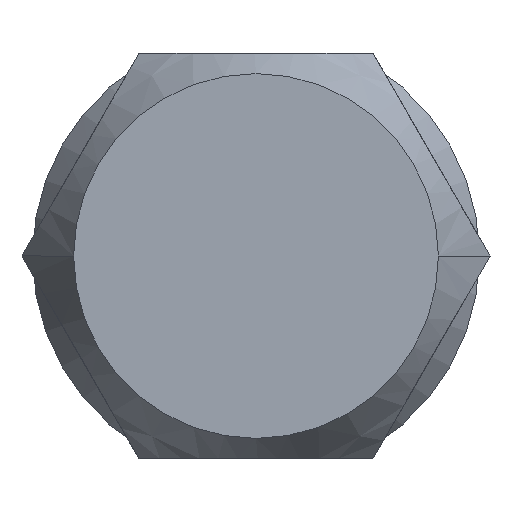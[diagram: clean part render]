
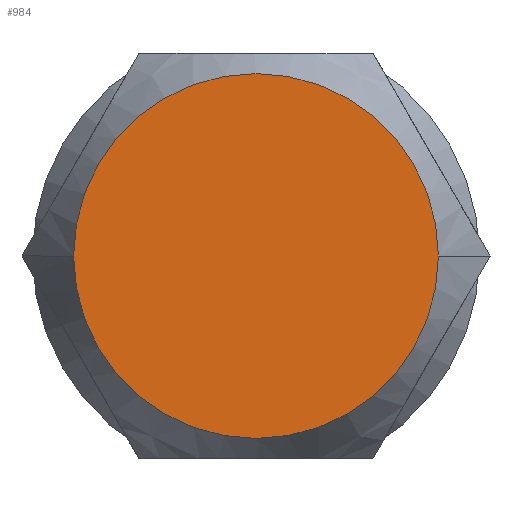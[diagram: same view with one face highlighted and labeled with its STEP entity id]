
A CAD part, front view. The second image highlights one B-rep face of the part: STEP entity #984.
In plain terms, the highlighted planar face has unit normal (0, -1, 0).
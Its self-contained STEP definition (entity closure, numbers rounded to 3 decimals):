
#259 = CIRCLE ( 'NONE', #2486, 2.858 ) ;
#545 = PLANE ( 'NONE',  #1887 ) ;
#611 = VERTEX_POINT ( 'NONE', #3056 ) ;
#828 = DIRECTION ( 'NONE',  ( 0., -1., 0. ) ) ;
#886 = CIRCLE ( 'NONE', #1944, 2.858 ) ;
#984 = ADVANCED_FACE ( 'Defeature ausgef�hrt3_16', ( #2923 ), #545, .T. ) ;
#1066 = DIRECTION ( 'NONE',  ( 0., -1., 0. ) ) ;
#1300 = EDGE_LOOP ( 'NONE', ( #2375, #2344 ) ) ;
#1367 = EDGE_CURVE ( 'Defeature ausgef�hrt3_16+Defeature ausgef�hrt3_15+Defeature ausgef�hrt3_15+Defeature ausgef�hrt3_15', #3636, #611, #886, .T. ) ;
#1692 = DIRECTION ( 'NONE',  ( -1., 0., 0. ) ) ;
#1792 = CARTESIAN_POINT ( 'NONE',  ( 0., 0., 6.35 ) ) ;
#1887 = AXIS2_PLACEMENT_3D ( 'NONE', #1792, #828, #4023 ) ;
#1944 = AXIS2_PLACEMENT_3D ( 'NONE', #3941, #3900, #1960 ) ;
#1960 = DIRECTION ( 'NONE',  ( -1., 0., 0. ) ) ;
#2344 = ORIENTED_EDGE ( 'NONE', *, *, #1367, .T. ) ;
#2375 = ORIENTED_EDGE ( 'NONE', *, *, #2878, .T. ) ;
#2486 = AXIS2_PLACEMENT_3D ( 'NONE', #3934, #1066, #1692 ) ;
#2878 = EDGE_CURVE ( 'Defeature ausgef�hrt3_16+Defeature ausgef�hrt3_15+Defeature ausgef�hrt3_15+Defeature ausgef�hrt3_15', #611, #3636, #259, .T. ) ;
#2923 = FACE_OUTER_BOUND ( 'NONE', #1300, .T. ) ;
#3056 = CARTESIAN_POINT ( 'NONE',  ( 2.858, 0., 0. ) ) ;
#3636 = VERTEX_POINT ( 'NONE', #3737 ) ;
#3737 = CARTESIAN_POINT ( 'NONE',  ( -2.858, 0., 0. ) ) ;
#3900 = DIRECTION ( 'NONE',  ( 0., -1., 0. ) ) ;
#3934 = CARTESIAN_POINT ( 'NONE',  ( 0., 0., 0. ) ) ;
#3941 = CARTESIAN_POINT ( 'NONE',  ( 0., 0., 0. ) ) ;
#4023 = DIRECTION ( 'NONE',  ( -1., 0., 0. ) ) ;
